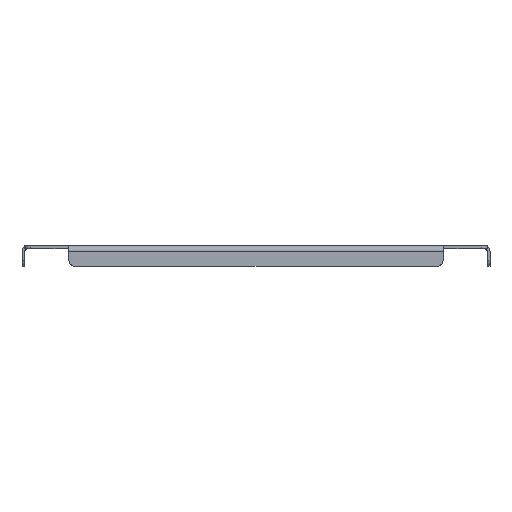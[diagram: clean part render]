
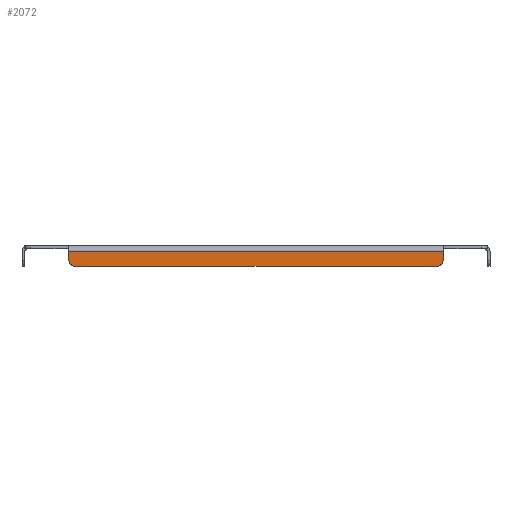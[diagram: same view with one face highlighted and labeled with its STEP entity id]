
A CAD part, front view. The second image highlights one B-rep face of the part: STEP entity #2072.
In plain terms, the highlighted planar face has unit normal (0, -1, 0).
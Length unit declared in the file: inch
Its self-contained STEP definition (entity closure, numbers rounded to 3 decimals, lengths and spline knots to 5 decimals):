
#9 = EDGE_CURVE ( 'NONE', #1629, #725, #3625, .T. ) ;
#51 = CARTESIAN_POINT ( 'NONE',  ( -7.96875, -19.90625, -0.237 ) ) ;
#229 = DIRECTION ( 'NONE',  ( 0., 0., -1. ) ) ;
#296 = DIRECTION ( 'NONE',  ( 0., 0., -1. ) ) ;
#430 = AXIS2_PLACEMENT_3D ( 'NONE', #4484, #4133, #3426 ) ;
#611 = DIRECTION ( 'NONE',  ( 0., -1., 0. ) ) ;
#647 = CARTESIAN_POINT ( 'NONE',  ( -7.71875, -19.90625, -0.625 ) ) ;
#723 = CIRCLE ( 'NONE', #2821, 0.25 ) ;
#725 = VERTEX_POINT ( 'NONE', #1527 ) ;
#730 = ORIENTED_EDGE ( 'NONE', *, *, #9, .F. ) ;
#827 = ORIENTED_EDGE ( 'NONE', *, *, #2197, .F. ) ;
#866 = AXIS2_PLACEMENT_3D ( 'NONE', #2364, #611, #229 ) ;
#881 = EDGE_CURVE ( 'NONE', #725, #1384, #3593, .T. ) ;
#1108 = CARTESIAN_POINT ( 'NONE',  ( 7.71875, -19.90625, -0.875 ) ) ;
#1384 = VERTEX_POINT ( 'NONE', #2261 ) ;
#1410 = DIRECTION ( 'NONE',  ( 1., 0., 0. ) ) ;
#1431 = VECTOR ( 'NONE', #296, 39.37008 ) ;
#1444 = ORIENTED_EDGE ( 'NONE', *, *, #2478, .F. ) ;
#1527 = CARTESIAN_POINT ( 'NONE',  ( 7.96875, -19.90625, -0.237 ) ) ;
#1590 = VECTOR ( 'NONE', #1410, 39.37008 ) ;
#1629 = VERTEX_POINT ( 'NONE', #51 ) ;
#1715 = ORIENTED_EDGE ( 'NONE', *, *, #881, .F. ) ;
#1815 = CARTESIAN_POINT ( 'NONE',  ( 7.96875, -19.90625, -0.237 ) ) ;
#1829 = DIRECTION ( 'NONE',  ( 0., 0., 1. ) ) ;
#1842 = CIRCLE ( 'NONE', #430, 0.25 ) ;
#1992 = DIRECTION ( 'NONE',  ( 0., 1., 0. ) ) ;
#2039 = EDGE_CURVE ( 'NONE', #3620, #1629, #2551, .T. ) ;
#2058 = DIRECTION ( 'NONE',  ( 0., 0., -1. ) ) ;
#2072 = ADVANCED_FACE ( 'NONE', ( #4380 ), #2208, .T. ) ;
#2197 = EDGE_CURVE ( 'NONE', #3867, #3311, #4425, .T. ) ;
#2206 = CARTESIAN_POINT ( 'NONE',  ( 0., -19.90625, -0.875 ) ) ;
#2208 = PLANE ( 'NONE',  #866 ) ;
#2261 = CARTESIAN_POINT ( 'NONE',  ( 7.96875, -19.90625, -0.625 ) ) ;
#2277 = DIRECTION ( 'NONE',  ( -1., 0., 0. ) ) ;
#2364 = CARTESIAN_POINT ( 'NONE',  ( -9.84375, -19.90625, 0. ) ) ;
#2426 = ORIENTED_EDGE ( 'NONE', *, *, #3476, .F. ) ;
#2461 = ORIENTED_EDGE ( 'NONE', *, *, #2039, .F. ) ;
#2478 = EDGE_CURVE ( 'NONE', #3311, #3620, #723, .T. ) ;
#2542 = CARTESIAN_POINT ( 'NONE',  ( -7.96875, -19.90625, -0.625 ) ) ;
#2551 = LINE ( 'NONE', #3319, #3124 ) ;
#2821 = AXIS2_PLACEMENT_3D ( 'NONE', #647, #1992, #2058 ) ;
#3124 = VECTOR ( 'NONE', #1829, 39.37008 ) ;
#3162 = EDGE_LOOP ( 'NONE', ( #2461, #1444, #827, #2426, #1715, #730 ) ) ;
#3311 = VERTEX_POINT ( 'NONE', #3996 ) ;
#3319 = CARTESIAN_POINT ( 'NONE',  ( -7.96875, -19.90625, -0.556 ) ) ;
#3426 = DIRECTION ( 'NONE',  ( 0., 0., -1. ) ) ;
#3476 = EDGE_CURVE ( 'NONE', #1384, #3867, #1842, .T. ) ;
#3523 = CARTESIAN_POINT ( 'NONE',  ( 7.96875, -19.90625, -0.556 ) ) ;
#3593 = LINE ( 'NONE', #3523, #1431 ) ;
#3620 = VERTEX_POINT ( 'NONE', #2542 ) ;
#3625 = LINE ( 'NONE', #1815, #1590 ) ;
#3867 = VERTEX_POINT ( 'NONE', #1108 ) ;
#3996 = CARTESIAN_POINT ( 'NONE',  ( -7.71875, -19.90625, -0.875 ) ) ;
#4133 = DIRECTION ( 'NONE',  ( 0., 1., 0. ) ) ;
#4380 = FACE_OUTER_BOUND ( 'NONE', #3162, .T. ) ;
#4425 = LINE ( 'NONE', #2206, #4543 ) ;
#4484 = CARTESIAN_POINT ( 'NONE',  ( 7.71875, -19.90625, -0.625 ) ) ;
#4543 = VECTOR ( 'NONE', #2277, 39.37008 ) ;
